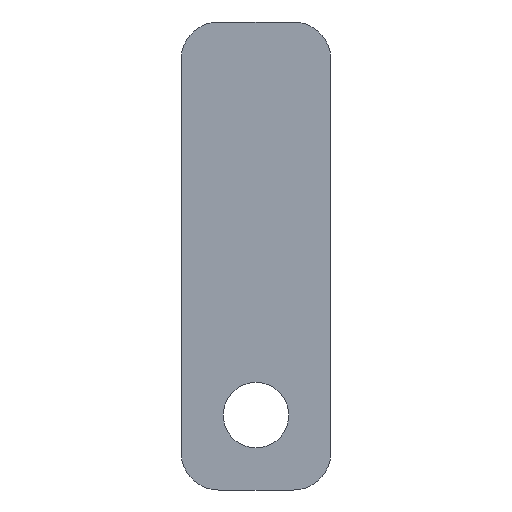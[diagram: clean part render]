
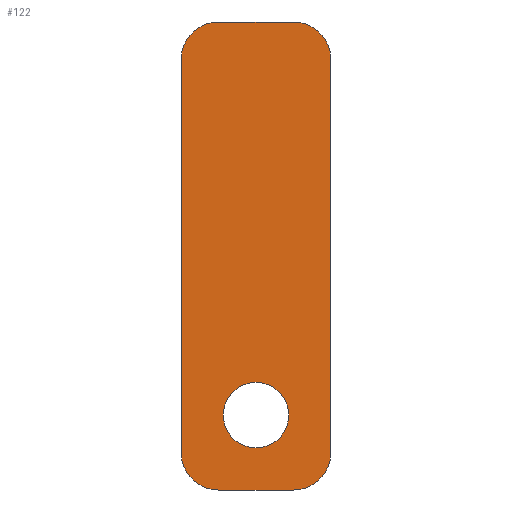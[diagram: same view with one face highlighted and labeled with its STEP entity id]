
A CAD part, front view. The second image highlights one B-rep face of the part: STEP entity #122.
In plain terms, the highlighted planar face has unit normal (0, -1, 0).
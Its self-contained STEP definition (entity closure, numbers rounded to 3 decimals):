
#1 = DIRECTION ( 'NONE',  ( 0., 0., 1. ) ) ;
#6 = VERTEX_POINT ( 'NONE', #335 ) ;
#13 = DIRECTION ( 'NONE',  ( -1., 0., 0. ) ) ;
#22 = DIRECTION ( 'NONE',  ( 0., 0., 1. ) ) ;
#26 = ORIENTED_EDGE ( 'NONE', *, *, #66, .F. ) ;
#39 = FACE_BOUND ( 'NONE', #283, .T. ) ;
#46 = EDGE_CURVE ( 'NONE', #257, #343, #263, .T. ) ;
#55 = CARTESIAN_POINT ( 'NONE',  ( 0., 0., -6.75 ) ) ;
#56 = CARTESIAN_POINT ( 'NONE',  ( -4., 0., -10.5 ) ) ;
#58 = CARTESIAN_POINT ( 'NONE',  ( 0., 0., 0. ) ) ;
#60 = ORIENTED_EDGE ( 'NONE', *, *, #374, .T. ) ;
#62 = CARTESIAN_POINT ( 'NONE',  ( 2., 0., 10.5 ) ) ;
#64 = DIRECTION ( 'NONE',  ( 0., -1., 0. ) ) ;
#66 = EDGE_CURVE ( 'NONE', #306, #289, #113, .T. ) ;
#89 = EDGE_CURVE ( 'NONE', #306, #345, #401, .T. ) ;
#90 = CARTESIAN_POINT ( 'NONE',  ( -4., 0., 12.5 ) ) ;
#91 = DIRECTION ( 'NONE',  ( 0., -1., 0. ) ) ;
#99 = DIRECTION ( 'NONE',  ( 0., 0., -1. ) ) ;
#101 = VERTEX_POINT ( 'NONE', #55 ) ;
#102 = ORIENTED_EDGE ( 'NONE', *, *, #364, .F. ) ;
#103 = EDGE_CURVE ( 'NONE', #321, #289, #442, .T. ) ;
#104 = DIRECTION ( 'NONE',  ( 0., -1., 0. ) ) ;
#107 = DIRECTION ( 'NONE',  ( 0., 0., 1. ) ) ;
#110 = EDGE_CURVE ( 'NONE', #271, #101, #392, .T. ) ;
#111 = CARTESIAN_POINT ( 'NONE',  ( -2., 0., -12.5 ) ) ;
#113 = LINE ( 'NONE', #90, #315 ) ;
#121 = EDGE_LOOP ( 'NONE', ( #149, #310, #191, #311, #26, #267, #102, #125 ) ) ;
#122 = ADVANCED_FACE ( 'NONE', ( #39, #295 ), #406, .T. ) ;
#125 = ORIENTED_EDGE ( 'NONE', *, *, #183, .T. ) ;
#130 = CIRCLE ( 'NONE', #158, 2. ) ;
#133 = DIRECTION ( 'NONE',  ( 0., 0., -1. ) ) ;
#140 = CARTESIAN_POINT ( 'NONE',  ( 4., 0., 10.5 ) ) ;
#146 = DIRECTION ( 'NONE',  ( 0., 0., -1. ) ) ;
#149 = ORIENTED_EDGE ( 'NONE', *, *, #46, .F. ) ;
#158 = AXIS2_PLACEMENT_3D ( 'NONE', #380, #215, #410 ) ;
#162 = VERTEX_POINT ( 'NONE', #56 ) ;
#166 = EDGE_CURVE ( 'NONE', #257, #6, #250, .T. ) ;
#176 = CARTESIAN_POINT ( 'NONE',  ( -2., 0., 12.5 ) ) ;
#180 = CARTESIAN_POINT ( 'NONE',  ( -4., 0., 12.5 ) ) ;
#183 = EDGE_CURVE ( 'NONE', #162, #343, #130, .T. ) ;
#191 = ORIENTED_EDGE ( 'NONE', *, *, #240, .F. ) ;
#198 = AXIS2_PLACEMENT_3D ( 'NONE', #58, #104, #99 ) ;
#201 = DIRECTION ( 'NONE',  ( 0., 0., -1. ) ) ;
#211 = CARTESIAN_POINT ( 'NONE',  ( 0., 0., -8.5 ) ) ;
#215 = DIRECTION ( 'NONE',  ( 0., -1., 0. ) ) ;
#234 = CARTESIAN_POINT ( 'NONE',  ( -4., 0., -12.5 ) ) ;
#240 = EDGE_CURVE ( 'NONE', #321, #6, #355, .T. ) ;
#241 = CARTESIAN_POINT ( 'NONE',  ( 2., 0., -10.5 ) ) ;
#242 = DIRECTION ( 'NONE',  ( 0., 1., 0. ) ) ;
#250 = CIRCLE ( 'NONE', #439, 2. ) ;
#257 = VERTEX_POINT ( 'NONE', #318 ) ;
#263 = LINE ( 'NONE', #234, #405 ) ;
#267 = ORIENTED_EDGE ( 'NONE', *, *, #89, .T. ) ;
#270 = LINE ( 'NONE', #180, #293 ) ;
#271 = VERTEX_POINT ( 'NONE', #317 ) ;
#280 = VECTOR ( 'NONE', #146, 1000. ) ;
#283 = EDGE_LOOP ( 'NONE', ( #60, #420 ) ) ;
#284 = AXIS2_PLACEMENT_3D ( 'NONE', #305, #91, #201 ) ;
#289 = VERTEX_POINT ( 'NONE', #414 ) ;
#293 = VECTOR ( 'NONE', #107, 1000. ) ;
#295 = FACE_OUTER_BOUND ( 'NONE', #121, .T. ) ;
#303 = AXIS2_PLACEMENT_3D ( 'NONE', #62, #64, #133 ) ;
#305 = CARTESIAN_POINT ( 'NONE',  ( -2., 0., 10.5 ) ) ;
#306 = VERTEX_POINT ( 'NONE', #176 ) ;
#308 = AXIS2_PLACEMENT_3D ( 'NONE', #356, #388, #1 ) ;
#310 = ORIENTED_EDGE ( 'NONE', *, *, #166, .T. ) ;
#311 = ORIENTED_EDGE ( 'NONE', *, *, #103, .T. ) ;
#313 = DIRECTION ( 'NONE',  ( 0., 0., -1. ) ) ;
#315 = VECTOR ( 'NONE', #339, 1000. ) ;
#317 = CARTESIAN_POINT ( 'NONE',  ( 0., 0., -10.25 ) ) ;
#318 = CARTESIAN_POINT ( 'NONE',  ( 2., 0., -12.5 ) ) ;
#321 = VERTEX_POINT ( 'NONE', #140 ) ;
#335 = CARTESIAN_POINT ( 'NONE',  ( 4., 0., -10.5 ) ) ;
#339 = DIRECTION ( 'NONE',  ( 1., 0., 0. ) ) ;
#343 = VERTEX_POINT ( 'NONE', #111 ) ;
#345 = VERTEX_POINT ( 'NONE', #353 ) ;
#347 = DIRECTION ( 'NONE',  ( 0., -1., 0. ) ) ;
#353 = CARTESIAN_POINT ( 'NONE',  ( -4., 0., 10.5 ) ) ;
#355 = LINE ( 'NONE', #384, #280 ) ;
#356 = CARTESIAN_POINT ( 'NONE',  ( 0., 0., -8.5 ) ) ;
#364 = EDGE_CURVE ( 'NONE', #162, #345, #270, .T. ) ;
#368 = CIRCLE ( 'NONE', #308, 1.75 ) ;
#374 = EDGE_CURVE ( 'NONE', #101, #271, #368, .T. ) ;
#380 = CARTESIAN_POINT ( 'NONE',  ( -2., 0., -10.5 ) ) ;
#384 = CARTESIAN_POINT ( 'NONE',  ( 4., 0., 12.5 ) ) ;
#388 = DIRECTION ( 'NONE',  ( 0., 1., 0. ) ) ;
#392 = CIRCLE ( 'NONE', #428, 1.75 ) ;
#401 = CIRCLE ( 'NONE', #284, 2. ) ;
#405 = VECTOR ( 'NONE', #13, 1000. ) ;
#406 = PLANE ( 'NONE',  #198 ) ;
#410 = DIRECTION ( 'NONE',  ( 0., 0., -1. ) ) ;
#414 = CARTESIAN_POINT ( 'NONE',  ( 2., 0., 12.5 ) ) ;
#420 = ORIENTED_EDGE ( 'NONE', *, *, #110, .T. ) ;
#428 = AXIS2_PLACEMENT_3D ( 'NONE', #211, #242, #22 ) ;
#439 = AXIS2_PLACEMENT_3D ( 'NONE', #241, #347, #313 ) ;
#442 = CIRCLE ( 'NONE', #303, 2. ) ;
